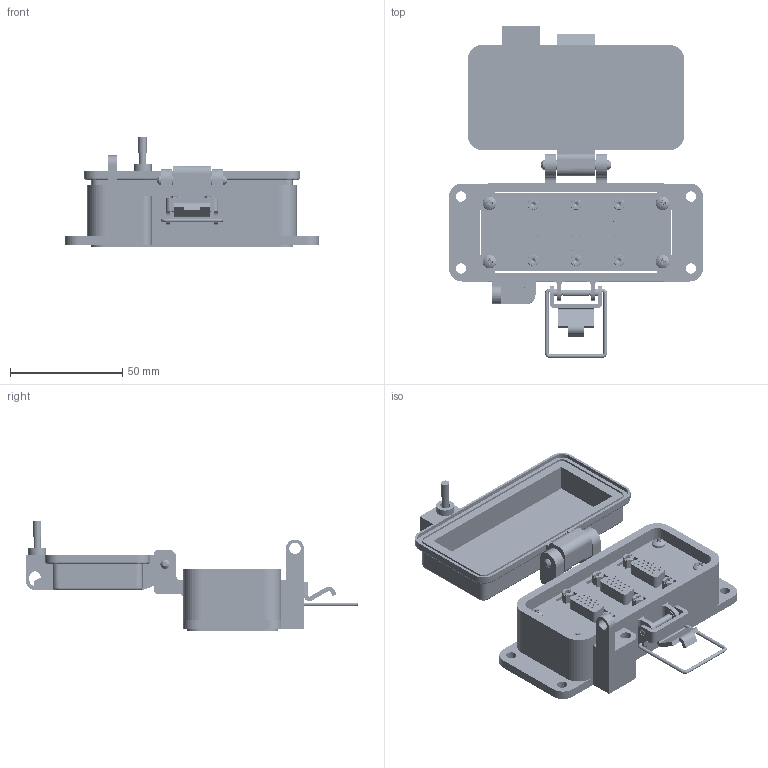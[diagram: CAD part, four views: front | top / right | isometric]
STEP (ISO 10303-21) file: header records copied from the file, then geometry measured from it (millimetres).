
FILE_DESCRIPTION (( 'STEP AP203' ), '1' );
FILE_NAME ('P-Q11#3-F3RX_3D.STEP', '2021-05-25T14:51:44', ( '' ), ( '' ), 'SwSTEP 2.0', 'SolidWorks 2019', '' );
FILE_SCHEMA (( 'CONFIG_CONTROL_DESIGN' ));
Length unit declared in the file: millimetre
Products named in the file (19): Z-000-4243316TFP; P-Q11#3-F3RX_3D; Z-BULK-DBH15MF; Q11; SDH15S_Without Mounting Flange and Solder Cups; Z-001-SPR3_16HX; DGB15MF-MA1; P-Q11#3-F3RX_BP240_1; Z-H-F3_B; -F3; SDH15P_Without Mounting Flange and Solder Cups; P-Q11#3-F3RX_FP060_1; P-Q11#3-F3RX_TP060_1; 92005A124_METRIC PAN HEAD PHILLIPS MACHINE SCREW_92005A124; 3AA05-002
Assembly tree (40 placements, depth 4):
  P-Q11#3-F3RX_3D
    P-Q11#3-F3RX_BP240_1
    P-Q11#3-F3RX_TP060_1
    Z-000-4243316TFP  x4
    Q11
      Z-BULK-DBH15MF
        SDH15S_Without Mounting Flange and Solder Cups
        3AA05-002  x2
        DGB15MF-MA1
        SDH15P_Without Mounting Flange and Solder Cups
      Z-001-SPR3_16HX  x2
    Q11
      Z-BULK-DBH15MF
        SDH15S_Without Mounting Flange and Solder Cups
        3AA05-002  x2
        DGB15MF-MA1
        SDH15P_Without Mounting Flange and Solder Cups
      Z-001-SPR3_16HX  x2
    Q11
      Z-BULK-DBH15MF
        SDH15S_Without Mounting Flange and Solder Cups
        3AA05-002  x2
        DGB15MF-MA1
        SDH15P_Without Mounting Flange and Solder Cups
      Z-001-SPR3_16HX  x2
    P-Q11#3-F3RX_FP060_1
    -F3
      Z-H-F3_B
    92005A124_METRIC PAN HEAD PHILLIPS MACHINE SCREW_92005A124  x4
Bounding box: 113 x 147.61 x 48.92 mm (x, y, z)
Volume: 92223.4 mm3; surface area: 77155.7 mm2
Topology: 42 solids, 42 shells, 3881 faces, 10305 edges, 6684 vertices
Faces by surface type: plane 1544, cylinder 1383, bspline 658, cone 272, torus 16, sphere 8
Entity records: 67592 total; most frequent: CARTESIAN_POINT 28278, ORIENTED_EDGE 8292, DIRECTION 6667, EDGE_CURVE 4146, VERTEX_POINT 2732, VECTOR 2341, LINE 2341, AXIS2_PLACEMENT_3D 2163
